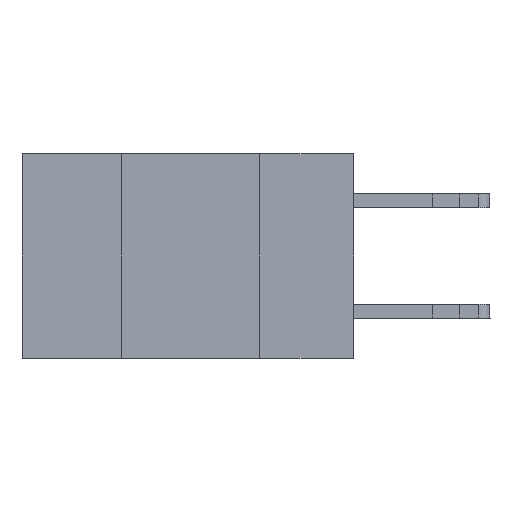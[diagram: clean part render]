
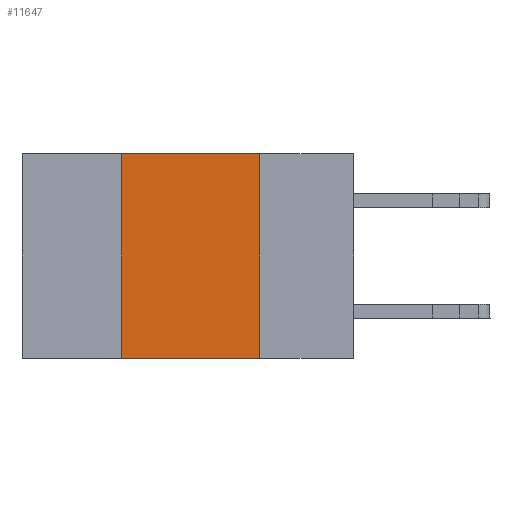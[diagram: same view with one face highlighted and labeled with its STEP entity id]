
A CAD part, left-side view. The second image highlights one B-rep face of the part: STEP entity #11647.
In plain terms, the highlighted planar face has unit normal (-1, 0, 0).
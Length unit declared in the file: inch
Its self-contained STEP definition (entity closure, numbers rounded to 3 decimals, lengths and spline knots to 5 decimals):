
#30 = DIRECTION ( 'NONE',  ( 0., 0., -1. ) ) ;
#114 = PLANE ( 'NONE',  #2170 ) ;
#379 = EDGE_CURVE ( 'NONE', #7535, #10236, #1150, .T. ) ;
#1150 = LINE ( 'NONE', #7584, #3415 ) ;
#1313 = CARTESIAN_POINT ( 'NONE',  ( 0., 0.6, 0. ) ) ;
#2170 = AXIS2_PLACEMENT_3D ( 'NONE', #1313, #6498, #30 ) ;
#2683 = VERTEX_POINT ( 'NONE', #15641 ) ;
#3415 = VECTOR ( 'NONE', #11203, 39.37008 ) ;
#3767 = VECTOR ( 'NONE', #7253, 39.37008 ) ;
#4248 = CARTESIAN_POINT ( 'NONE',  ( 0., 0.17, -0.37 ) ) ;
#4355 = EDGE_CURVE ( 'NONE', #2683, #10236, #8336, .T. ) ;
#5504 = LINE ( 'NONE', #14298, #6960 ) ;
#5885 = DIRECTION ( 'NONE',  ( 0., -1., 0. ) ) ;
#6498 = DIRECTION ( 'NONE',  ( 1., 0., 0. ) ) ;
#6960 = VECTOR ( 'NONE', #13216, 39.37008 ) ;
#7095 = CARTESIAN_POINT ( 'NONE',  ( 0., 0.42, 0. ) ) ;
#7253 = DIRECTION ( 'NONE',  ( 0., -1., 0. ) ) ;
#7484 = ORIENTED_EDGE ( 'NONE', *, *, #4355, .T. ) ;
#7535 = VERTEX_POINT ( 'NONE', #15656 ) ;
#7584 = CARTESIAN_POINT ( 'NONE',  ( 0., 0.17, 0. ) ) ;
#8336 = LINE ( 'NONE', #10700, #11573 ) ;
#8647 = EDGE_CURVE ( 'NONE', #15930, #7535, #11031, .T. ) ;
#9777 = ORIENTED_EDGE ( 'NONE', *, *, #379, .F. ) ;
#9802 = ORIENTED_EDGE ( 'NONE', *, *, #8647, .F. ) ;
#10236 = VERTEX_POINT ( 'NONE', #4248 ) ;
#10700 = CARTESIAN_POINT ( 'NONE',  ( 0., 0.6, -0.37 ) ) ;
#11031 = LINE ( 'NONE', #13758, #3767 ) ;
#11203 = DIRECTION ( 'NONE',  ( 0., 0., -1. ) ) ;
#11573 = VECTOR ( 'NONE', #5885, 39.37008 ) ;
#11647 = ADVANCED_FACE ( 'NONE', ( #14181 ), #114, .F. ) ;
#12727 = EDGE_LOOP ( 'NONE', ( #9777, #9802, #12905, #7484 ) ) ;
#12905 = ORIENTED_EDGE ( 'NONE', *, *, #16290, .F. ) ;
#13216 = DIRECTION ( 'NONE',  ( 0., 0., 1. ) ) ;
#13758 = CARTESIAN_POINT ( 'NONE',  ( 0., 0.6, 0. ) ) ;
#14181 = FACE_OUTER_BOUND ( 'NONE', #12727, .T. ) ;
#14298 = CARTESIAN_POINT ( 'NONE',  ( 0., 0.42, 0. ) ) ;
#15641 = CARTESIAN_POINT ( 'NONE',  ( 0., 0.42, -0.37 ) ) ;
#15656 = CARTESIAN_POINT ( 'NONE',  ( 0., 0.17, 0. ) ) ;
#15930 = VERTEX_POINT ( 'NONE', #7095 ) ;
#16290 = EDGE_CURVE ( 'NONE', #2683, #15930, #5504, .T. ) ;
